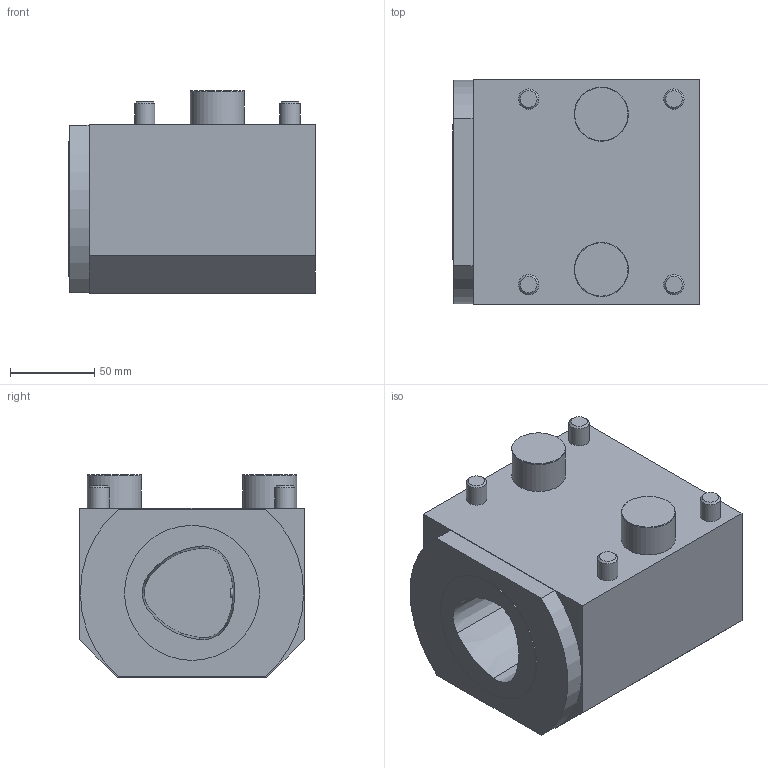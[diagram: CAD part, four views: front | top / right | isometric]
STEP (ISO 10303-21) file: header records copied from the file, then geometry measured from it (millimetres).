
FILE_DESCRIPTION(/* description */ (''),/* implementation_level */ '2;1');
FILE_NAME(/* name */ '1533735724690.stp',/* time_stamp */ '2018-08-08T15:42:11+02:00',/* author */ (''),/* organization */ ('SMS'),/* preprocessor_version */ 'ST-DEVELOPER v15',/* originating_system */ 'SIEMENS PLM Software NX 8.5',/* authorisation */ '');
FILE_SCHEMA (('AUTOMOTIVE_DESIGN { 1 0 10303 214 3 1 1 1 }'));
Length unit declared in the file: millimetre
Products named in the file (1): 201815056mod000_00
Bounding box: 146 x 133 x 120 mm (x, y, z)
Volume: 1784741.2 mm3; surface area: 103198.4 mm2
Topology: 1 solids, 1 shells, 42 faces, 86 edges, 56 vertices
Faces by surface type: plane 20, cone 12, cylinder 10
Full cylindrical faces by diameter (mm): 5 x1, 12 x4, 32.017 x2, 80 x1
Entity records: 1134 total; most frequent: CARTESIAN_POINT 227, DIRECTION 198, ORIENTED_EDGE 140, AXIS2_PLACEMENT_3D 83, EDGE_CURVE 70, EDGE_LOOP 66, VERTEX_POINT 54, FACE_BOUND 43
